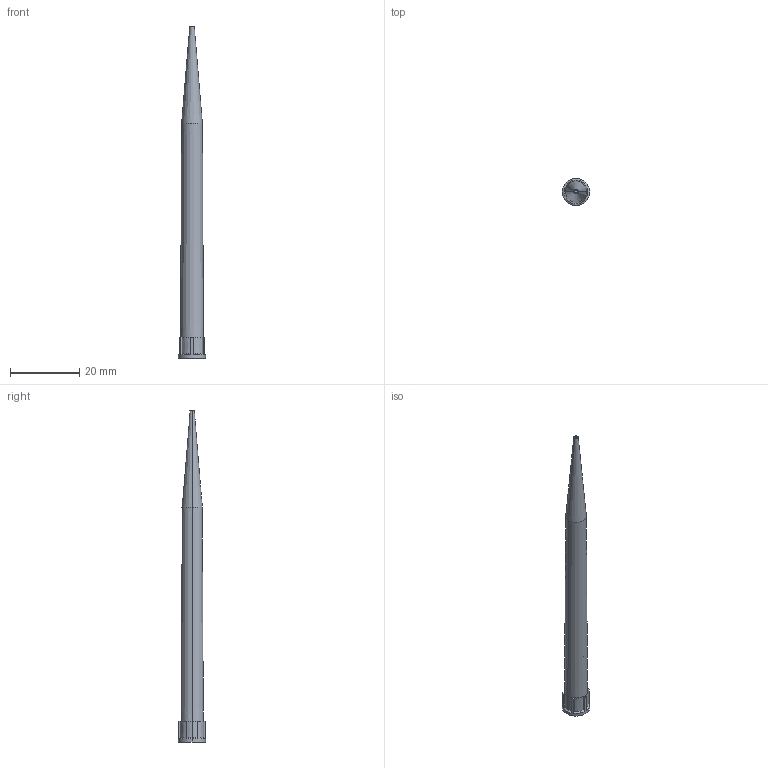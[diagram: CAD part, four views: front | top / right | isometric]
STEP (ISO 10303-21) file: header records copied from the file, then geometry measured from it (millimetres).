
FILE_DESCRIPTION (( 'STEP AP203' ), '1' );
FILE_NAME ('keyto1000ultip.STEP', '2023-10-16T08:54:06', ( '' ), ( '' ), 'SwSTEP 2.0', 'SolidWorks 2021', '' );
FILE_SCHEMA (( 'CONFIG_CONTROL_DESIGN' ));
Length unit declared in the file: millimetre
Products named in the file (1): keyto1000ultip
Bounding box: 7.88 x 7.88 x 96.1 mm (x, y, z)
Volume: 744.3 mm3; surface area: 3296.5 mm2
Topology: 2 solids, 2 shells, 51 faces, 124 edges, 78 vertices
Faces by surface type: cone 28, plane 17, cylinder 6
Entity records: 1592 total; most frequent: CARTESIAN_POINT 293, DIRECTION 269, ORIENTED_EDGE 248, EDGE_CURVE 124, AXIS2_PLACEMENT_3D 106, VERTEX_POINT 78, VECTOR 57, LINE 57
